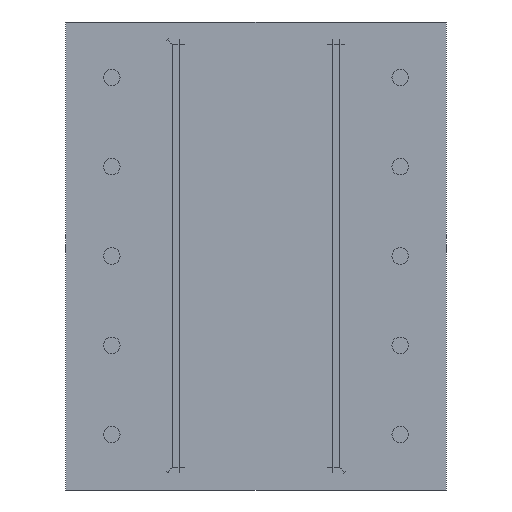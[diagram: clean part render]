
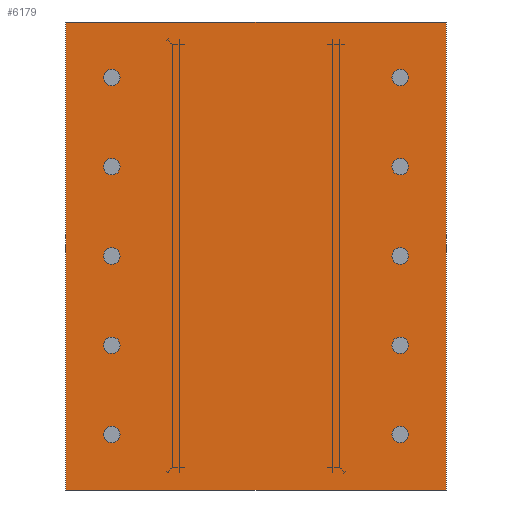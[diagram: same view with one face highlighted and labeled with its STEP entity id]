
A CAD part, front view. The second image highlights one B-rep face of the part: STEP entity #6179.
In plain terms, the highlighted planar face has unit normal (0, -1, 0).
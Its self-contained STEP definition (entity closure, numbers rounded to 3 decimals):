
#18 = VECTOR ( 'NONE', #9498, 1000. ) ;
#252 = CARTESIAN_POINT ( 'NONE',  ( 0., 0., -17.04 ) ) ;
#1030 = LINE ( 'NONE', #9985, #10856 ) ;
#1842 = PLANE ( 'NONE',  #12069 ) ;
#2263 = EDGE_CURVE ( 'NONE', #8701, #3260, #11095, .T. ) ;
#2279 = CARTESIAN_POINT ( 'NONE',  ( 0., 0., 0. ) ) ;
#2636 = LINE ( 'NONE', #8515, #18 ) ;
#2715 = ORIENTED_EDGE ( 'NONE', *, *, #8560, .T. ) ;
#2837 = CARTESIAN_POINT ( 'NONE',  ( 0., 0., -17.04 ) ) ;
#3101 = ORIENTED_EDGE ( 'NONE', *, *, #4043, .T. ) ;
#3260 = VERTEX_POINT ( 'NONE', #12331 ) ;
#3261 = VECTOR ( 'NONE', #5057, 1000. ) ;
#3578 = VERTEX_POINT ( 'NONE', #2279 ) ;
#4043 = EDGE_CURVE ( 'NONE', #5686, #3578, #7517, .T. ) ;
#4063 = DIRECTION ( 'NONE',  ( 1., 0., 0. ) ) ;
#4573 = EDGE_LOOP ( 'NONE', ( #12086, #11999, #2715, #3101 ) ) ;
#5057 = DIRECTION ( 'NONE',  ( 0., 0., 1. ) ) ;
#5153 = DIRECTION ( 'NONE',  ( 0., 0., 1. ) ) ;
#5686 = VERTEX_POINT ( 'NONE', #10574 ) ;
#6179 = ADVANCED_FACE ( 'NONE', ( #7210 ), #1842, .T. ) ;
#7210 = FACE_OUTER_BOUND ( 'NONE', #4573, .T. ) ;
#7517 = LINE ( 'NONE', #252, #9798 ) ;
#8515 = CARTESIAN_POINT ( 'NONE',  ( 0., 0., -17.04 ) ) ;
#8560 = EDGE_CURVE ( 'NONE', #8701, #5686, #2636, .T. ) ;
#8701 = VERTEX_POINT ( 'NONE', #9675 ) ;
#9498 = DIRECTION ( 'NONE',  ( 1., 0., 0. ) ) ;
#9675 = CARTESIAN_POINT ( 'NONE',  ( -13.84, 0., -17.04 ) ) ;
#9798 = VECTOR ( 'NONE', #5153, 1000. ) ;
#9919 = DIRECTION ( 'NONE',  ( 0., -1., 0. ) ) ;
#9985 = CARTESIAN_POINT ( 'NONE',  ( 0., 0., 0. ) ) ;
#10574 = CARTESIAN_POINT ( 'NONE',  ( 0., 0., -17.04 ) ) ;
#10856 = VECTOR ( 'NONE', #11926, 1000. ) ;
#10920 = CARTESIAN_POINT ( 'NONE',  ( -13.84, 0., -17.04 ) ) ;
#11095 = LINE ( 'NONE', #10920, #3261 ) ;
#11926 = DIRECTION ( 'NONE',  ( 1., 0., 0. ) ) ;
#11999 = ORIENTED_EDGE ( 'NONE', *, *, #2263, .F. ) ;
#12023 = EDGE_CURVE ( 'NONE', #3260, #3578, #1030, .T. ) ;
#12069 = AXIS2_PLACEMENT_3D ( 'NONE', #2837, #9919, #4063 ) ;
#12086 = ORIENTED_EDGE ( 'NONE', *, *, #12023, .F. ) ;
#12331 = CARTESIAN_POINT ( 'NONE',  ( -13.84, 0., 0. ) ) ;
